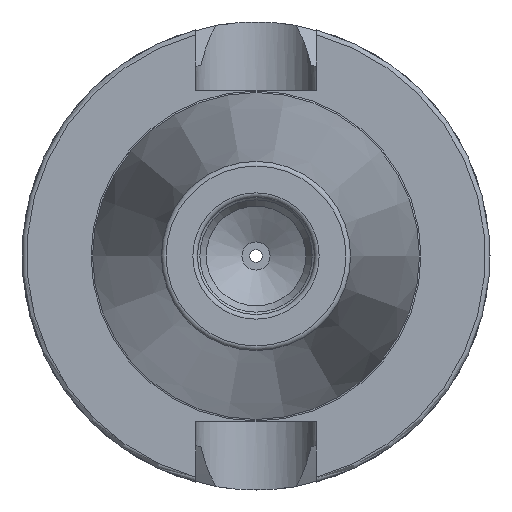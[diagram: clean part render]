
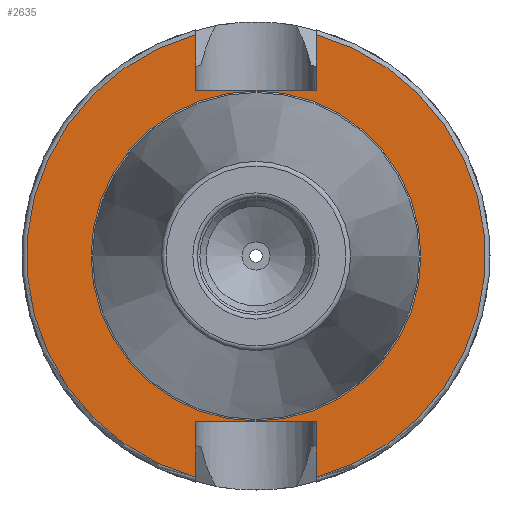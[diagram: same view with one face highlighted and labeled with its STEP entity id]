
A CAD part, left-side view. The second image highlights one B-rep face of the part: STEP entity #2635.
In plain terms, the highlighted planar face has unit normal (-1, 0, 0).
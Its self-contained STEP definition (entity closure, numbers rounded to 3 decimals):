
#846=CARTESIAN_POINT('',(3.,12.85,-35.4));
#847=VERTEX_POINT('',#846);
#854=CARTESIAN_POINT('',(3.,12.85,-47.285));
#855=VERTEX_POINT('',#854);
#856=CARTESIAN_POINT('',(3.,12.85,-47.285));
#857=DIRECTION('',(0.0,0.0,1.0));
#858=VECTOR('',#857,11.885);
#859=LINE('',#856,#858);
#860=EDGE_CURVE('',#855,#847,#859,.T.);
#937=CARTESIAN_POINT('',(3.,-12.85,-47.285));
#938=VERTEX_POINT('',#937);
#952=CARTESIAN_POINT('',(3.,-12.85,-35.4));
#953=VERTEX_POINT('',#952);
#954=CARTESIAN_POINT('',(3.,-12.85,-35.4));
#955=DIRECTION('',(0.0,0.0,-1.0));
#956=VECTOR('',#955,11.885);
#957=LINE('',#954,#956);
#958=EDGE_CURVE('',#953,#938,#957,.T.);
#975=CARTESIAN_POINT('',(3.,12.85,-35.4));
#976=DIRECTION('',(0.0,-1.0,0.0));
#977=VECTOR('',#976,25.7);
#978=LINE('',#975,#977);
#979=EDGE_CURVE('',#847,#953,#978,.T.);
#1194=CARTESIAN_POINT('',(3.,12.85,47.285));
#1195=VERTEX_POINT('',#1194);
#1196=CARTESIAN_POINT('',(3.,0.,0.0));
#1197=DIRECTION('',(1.0,0.0,0.0));
#1198=DIRECTION('',(0.0,1.0,0.0));
#1199=AXIS2_PLACEMENT_3D('',#1196,#1197,#1198);
#1200=CIRCLE('',#1199,49.);
#1201=EDGE_CURVE('',#855,#1195,#1200,.T.);
#1280=CARTESIAN_POINT('',(3.,-12.85,35.4));
#1281=VERTEX_POINT('',#1280);
#1288=CARTESIAN_POINT('',(3.,-12.85,47.285));
#1289=VERTEX_POINT('',#1288);
#1290=CARTESIAN_POINT('',(3.,-12.85,47.285));
#1291=DIRECTION('',(0.0,0.0,-1.0));
#1292=VECTOR('',#1291,11.885);
#1293=LINE('',#1290,#1292);
#1294=EDGE_CURVE('',#1289,#1281,#1293,.T.);
#1344=CARTESIAN_POINT('',(3.,12.85,35.4));
#1345=VERTEX_POINT('',#1344);
#1346=CARTESIAN_POINT('',(3.,12.85,35.4));
#1347=DIRECTION('',(0.0,0.0,1.0));
#1348=VECTOR('',#1347,11.885);
#1349=LINE('',#1346,#1348);
#1350=EDGE_CURVE('',#1345,#1195,#1349,.T.);
#1367=CARTESIAN_POINT('',(3.,-12.85,35.4));
#1368=DIRECTION('',(0.0,1.0,0.0));
#1369=VECTOR('',#1368,25.7);
#1370=LINE('',#1367,#1369);
#1371=EDGE_CURVE('',#1281,#1345,#1370,.T.);
#2596=CARTESIAN_POINT('',(3.,35.25,0.0));
#2597=VERTEX_POINT('',#2596);
#2598=CARTESIAN_POINT('',(3.,0.,0.0));
#2599=DIRECTION('',(1.0,0.0,0.0));
#2600=DIRECTION('',(0.0,1.0,0.0));
#2601=AXIS2_PLACEMENT_3D('',#2598,#2599,#2600);
#2602=CIRCLE('',#2601,35.25);
#2603=EDGE_CURVE('',#2597,#2597,#2602,.T.);
#2611=CARTESIAN_POINT('',(3.,42.125,0.0));
#2612=DIRECTION('',(-1.0,0.0,0.0));
#2613=DIRECTION('',(0.0,0.0,1.0));
#2614=AXIS2_PLACEMENT_3D('',#2611,#2612,#2613);
#2615=PLANE('',#2614);
#2616=ORIENTED_EDGE('',*,*,#958,.T.);
#2617=CARTESIAN_POINT('',(3.,0.,0.0));
#2618=DIRECTION('',(1.0,0.0,0.0));
#2619=DIRECTION('',(0.0,1.0,0.0));
#2620=AXIS2_PLACEMENT_3D('',#2617,#2618,#2619);
#2621=CIRCLE('',#2620,49.);
#2622=EDGE_CURVE('',#1289,#938,#2621,.T.);
#2623=ORIENTED_EDGE('',*,*,#2622,.F.);
#2624=ORIENTED_EDGE('',*,*,#1294,.T.);
#2625=ORIENTED_EDGE('',*,*,#1371,.T.);
#2626=ORIENTED_EDGE('',*,*,#1350,.T.);
#2627=ORIENTED_EDGE('',*,*,#1201,.F.);
#2628=ORIENTED_EDGE('',*,*,#860,.T.);
#2629=ORIENTED_EDGE('',*,*,#979,.T.);
#2630=EDGE_LOOP('',(#2616,#2623,#2624,#2625,#2626,#2627,#2628,#2629));
#2631=FACE_OUTER_BOUND('',#2630,.T.);
#2632=ORIENTED_EDGE('',*,*,#2603,.T.);
#2633=EDGE_LOOP('',(#2632));
#2634=FACE_BOUND('',#2633,.T.);
#2635=ADVANCED_FACE('',(#2631,#2634),#2615,.T.);
